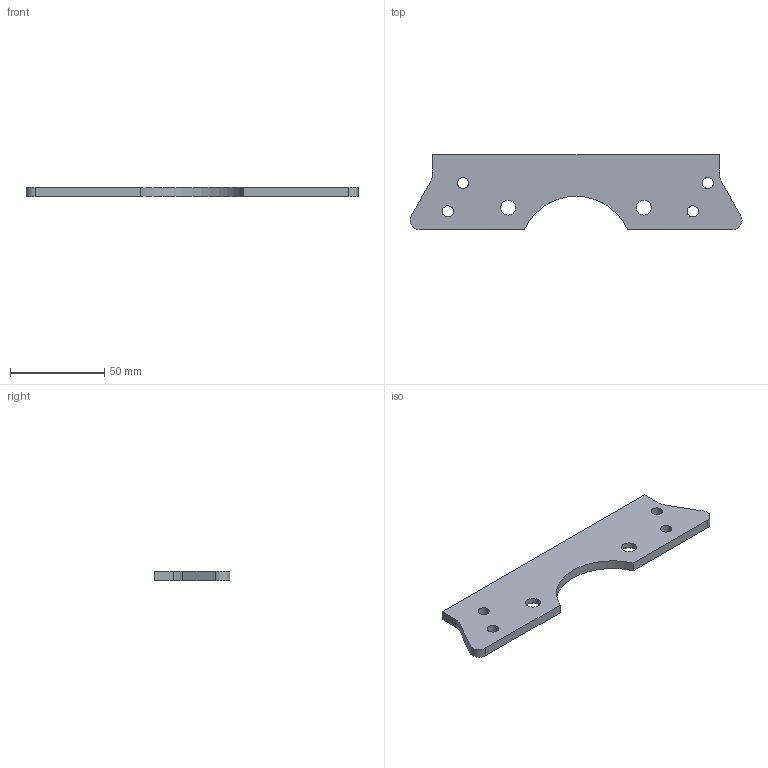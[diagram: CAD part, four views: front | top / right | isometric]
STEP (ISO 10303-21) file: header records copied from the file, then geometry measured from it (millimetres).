
FILE_DESCRIPTION(('FreeCAD Model'),'2;1');
FILE_NAME('Fixation_Reservoir2.step','2019-05-28T08:00:58', ('Author'),(''),'Open CASCADE STEP processor 7.3','FreeCAD','Unknown' );
FILE_SCHEMA(('AUTOMOTIVE_DESIGN { 1 0 10303 214 1 1 1 1 }'));
Length unit declared in the file: millimetre
Products named in the file (1): Pocket
Bounding box: 176.23 x 40 x 5 mm (x, y, z)
Volume: 27498.1 mm3; surface area: 13943.7 mm2
Topology: 1 solids, 1 shells, 24 faces, 60 edges, 40 vertices
Faces by surface type: cylinder 13, plane 11
Full cylindrical faces by diameter (mm): 6 x4, 8 x2, 13 x2
Entity records: 1561 total; most frequent: CARTESIAN_POINT 257, DIRECTION 254, LINE 128, VECTOR 128, ORIENTED_EDGE 120, PCURVE 120, DEFINITIONAL_REPRESENTATION 120, EDGE_CURVE 60
